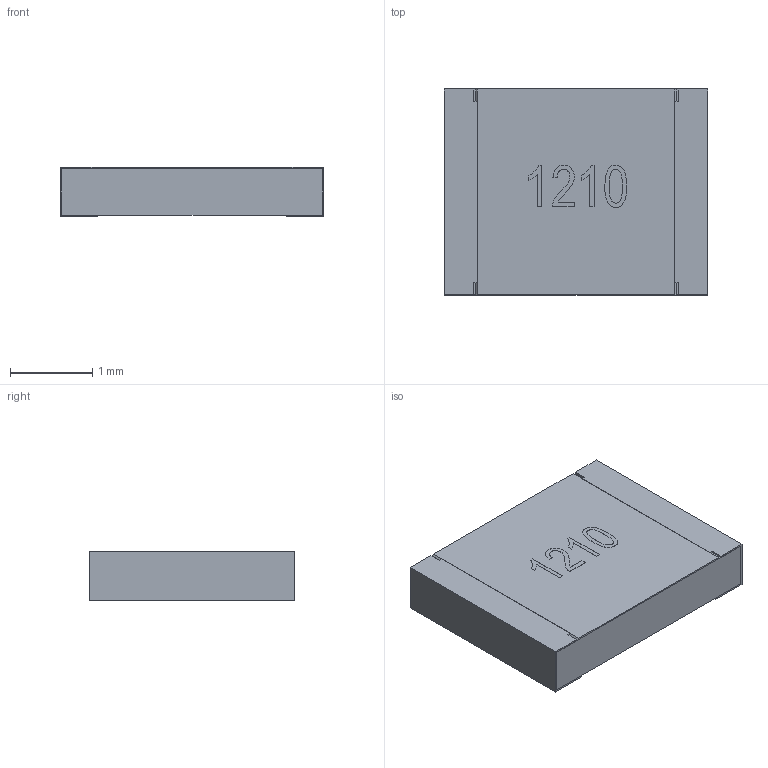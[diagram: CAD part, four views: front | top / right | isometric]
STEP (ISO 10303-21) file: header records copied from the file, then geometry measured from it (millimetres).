
FILE_DESCRIPTION (( 'STEP AP214' ), '1' );
FILE_NAME ('825E4DF5-C4FA-4DE4-AE58-D91CD446BF43.STEP', '2024-02-21T14:25:55', ( '' ), ( '' ), 'SwSTEP 2.0', 'SolidWorks 2022', '' );
FILE_SCHEMA (( 'AUTOMOTIVE_DESIGN' ));
Length unit declared in the file: millimetre
Products named in the file (1): 825E4DF5-C4FA-4DE4-AE58-D91CD446BF43
Bounding box: 3.2 x 2.5 x 0.6 mm (x, y, z)
Volume: 4.7 mm3; surface area: 48.8 mm2
Topology: 4 solids, 4 shells, 80 faces, 201 edges, 134 vertices
Faces by surface type: plane 59, bspline 21
Entity records: 4352 total; most frequent: CARTESIAN_POINT 1717, ORIENTED_EDGE 402, DIRECTION 279, EDGE_CURVE 201, VECTOR 159, LINE 159, VERTEX_POINT 134, EDGE_LOOP 85
